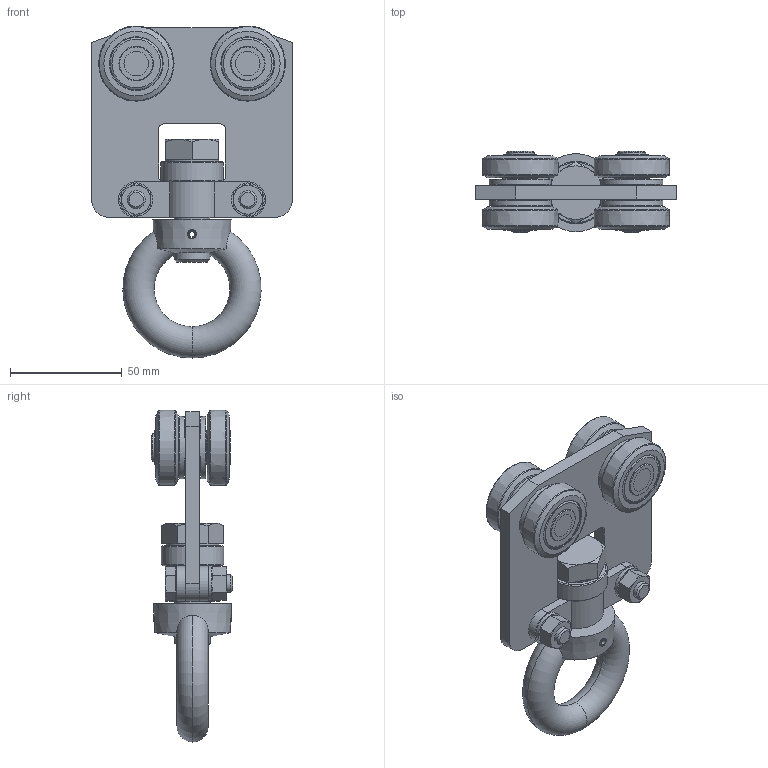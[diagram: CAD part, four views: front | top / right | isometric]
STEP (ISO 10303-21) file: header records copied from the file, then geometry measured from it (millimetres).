
FILE_DESCRIPTION(('STEP AP214'),'1');
FILE_NAME('PMH Åkvagn 424Ri.stp','2013-08-12T13:00:44',(' '),(' '),'Spatial InterOp 3D',' ',' ');
FILE_SCHEMA(('automotive_design'));
Length unit declared in the file: millimetre
Products named in the file (24): PMH Profilskena akvagn 424Ri; Part23; Part22; Part21; Part20; Part19; Part18; Part17; Part16; Part15; Part14; Part13; Part12; Part11; Part10; Part9; Part8; Part7; Part6; Part5; Part4; Part3; Part2; Part1
Assembly tree (23 placements, depth 2):
  PMH Profilskena akvagn 424Ri
    Part23
    Part22
    Part21
    Part20
    Part19
    Part18
    Part17
    Part16
    Part15
    Part14
    Part13
    Part12
    Part11
    Part10
    Part9
    Part8
    Part7
    Part6
    Part5
    Part4
    Part3
    Part2
    Part1
Bounding box: 90 x 36.51 x 148.86 mm (x, y, z)
Volume: 130341.1 mm3; surface area: 68610.5 mm2
Topology: 23 solids, 27 shells, 450 faces, 975 edges, 623 vertices
Faces by surface type: plane 199, cylinder 114, cone 103, torus 22, bspline 12
Full cylindrical faces by diameter (mm): 4 x3, 6.647 x2, 8 x2, 8.5 x6, 10 x6, 10.1 x4, 12.5 x2, 12.88 x2, 13.835 x1, 15.5 x16, 16 x1, 16.5 x9, 23.5 x8, 23.84 x1, 24.1 x8, 28 x5
Entity records: 17119 total; most frequent: CARTESIAN_POINT 3945, DIRECTION 1974, ORIENTED_EDGE 1544, AXIS2_PLACEMENT_3D 862, EDGE_CURVE 772, EDGE_LOOP 707, VERTEX_POINT 577, FACE_OUTER_BOUND 549
